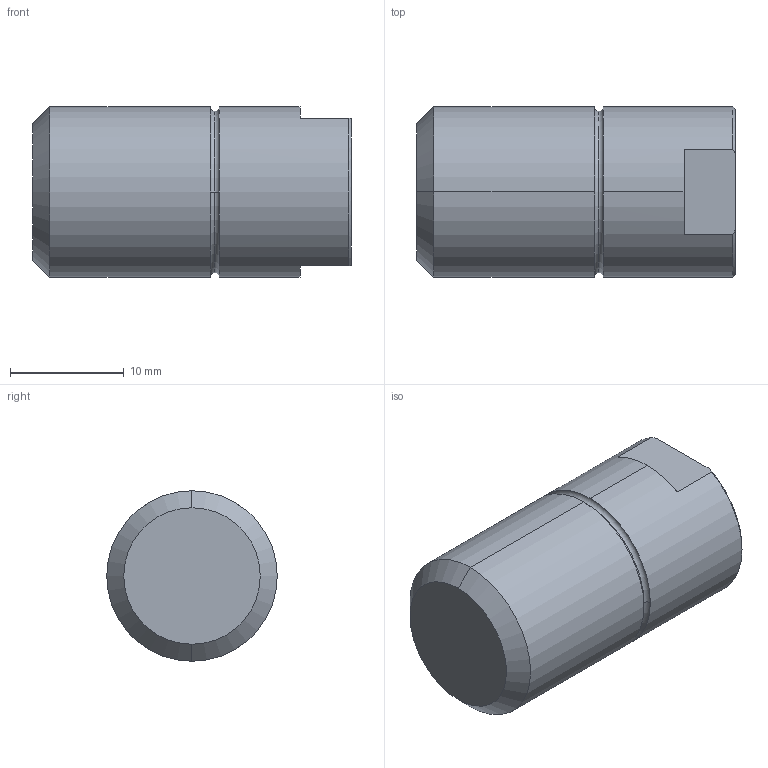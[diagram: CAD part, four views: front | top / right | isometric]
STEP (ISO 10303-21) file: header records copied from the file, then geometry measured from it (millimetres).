
FILE_DESCRIPTION (( 'STEP AP203' ), '1' );
FILE_NAME ('ChemiseB.STEP', '2006-02-09T23:07:49', ( 'Dam''s' ), ( '' ), 'SwSTEP 2.0', 'SolidWorks 2008', '' );
FILE_SCHEMA (( 'CONFIG_CONTROL_DESIGN' ));
Length unit declared in the file: millimetre
Products named in the file (1): ChemiseB
Bounding box: 28 x 15 x 15 mm (x, y, z)
Volume: 3256.6 mm3; surface area: 2330.3 mm2
Topology: 1 solids, 1 shells, 22 faces, 54 edges, 33 vertices
Faces by surface type: cylinder 6, cone 6, plane 6, torus 4
Entity records: 727 total; most frequent: DIRECTION 124, CARTESIAN_POINT 120, ORIENTED_EDGE 104, AXIS2_PLACEMENT_3D 53, EDGE_CURVE 52, VERTEX_POINT 33, CIRCLE 30, EDGE_LOOP 23
